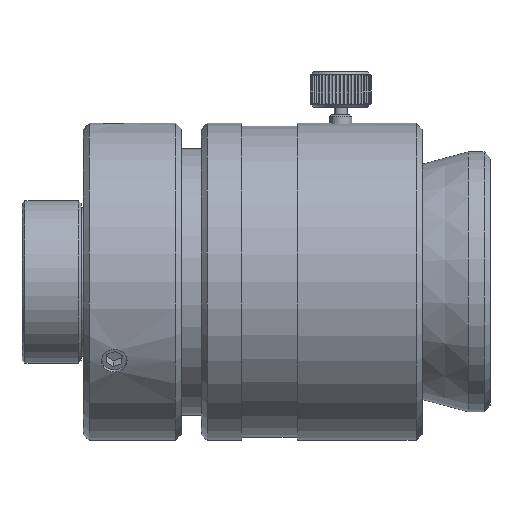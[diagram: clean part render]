
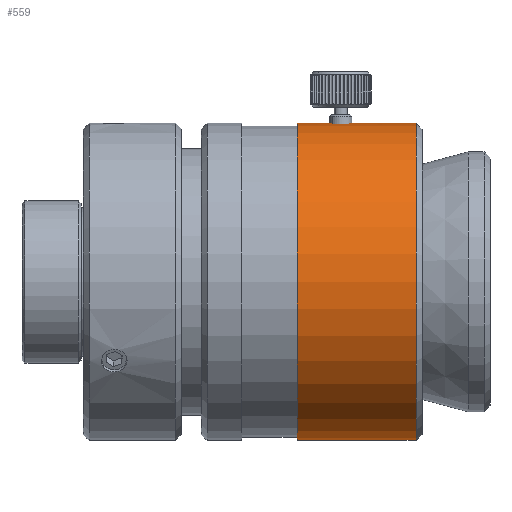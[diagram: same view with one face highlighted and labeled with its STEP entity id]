
A CAD part, top view. The second image highlights one B-rep face of the part: STEP entity #559.
In plain terms, the highlighted cylindrical face has radius 20.32 mm (diameter 40.64 mm), a partial arc.
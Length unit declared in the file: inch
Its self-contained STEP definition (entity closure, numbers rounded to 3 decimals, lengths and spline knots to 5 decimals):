
#486=CARTESIAN_POINT('',(0.799,0.,0.0));
#487=DIRECTION('',(1.0,0.,0.0));
#488=DIRECTION('',(0.0,1.0,0.0));
#489=AXIS2_PLACEMENT_3D('',#486,#487,#488);
#490=CYLINDRICAL_SURFACE('',#489,0.8);
#491=CARTESIAN_POINT('',(0.484,0.8,0.0));
#492=VERTEX_POINT('',#491);
#493=CARTESIAN_POINT('',(0.6615,0.8,0.0));
#494=VERTEX_POINT('',#493);
#495=CARTESIAN_POINT('',(0.484,0.8,0.0));
#496=DIRECTION('',(1.0,0.0,0.0));
#497=VECTOR('',#496,0.1775);
#498=LINE('',#495,#497);
#499=EDGE_CURVE('',#492,#494,#498,.T.);
#500=ORIENTED_EDGE('',*,*,#499,.F.);
#501=CARTESIAN_POINT('',(0.484,-0.8,0.));
#502=VERTEX_POINT('',#501);
#503=CARTESIAN_POINT('',(0.484,0.,0.0));
#504=DIRECTION('',(1.0,0.0,0.0));
#505=DIRECTION('',(0.0,1.0,0.0));
#506=AXIS2_PLACEMENT_3D('',#503,#504,#505);
#507=CIRCLE('',#506,0.8);
#508=EDGE_CURVE('',#492,#502,#507,.T.);
#509=ORIENTED_EDGE('',*,*,#508,.T.);
#510=CARTESIAN_POINT('',(1.084,-0.8,0.));
#511=VERTEX_POINT('',#510);
#512=CARTESIAN_POINT('',(1.084,-0.8,0.));
#513=DIRECTION('',(-1.0,0.0,0.0));
#514=VECTOR('',#513,0.6);
#515=LINE('',#512,#514);
#516=EDGE_CURVE('',#511,#502,#515,.T.);
#517=ORIENTED_EDGE('',*,*,#516,.F.);
#518=CARTESIAN_POINT('',(1.084,0.8,0.));
#519=VERTEX_POINT('',#518);
#520=CARTESIAN_POINT('',(1.084,0.,0.0));
#521=DIRECTION('',(1.0,0.0,0.0));
#522=DIRECTION('',(0.0,-1.0,0.0));
#523=AXIS2_PLACEMENT_3D('',#520,#521,#522);
#524=CIRCLE('',#523,0.8);
#525=EDGE_CURVE('',#519,#511,#524,.T.);
#526=ORIENTED_EDGE('',*,*,#525,.F.);
#527=CARTESIAN_POINT('',(0.7465,0.8,0.0));
#528=VERTEX_POINT('',#527);
#529=CARTESIAN_POINT('',(0.7465,0.8,0.0));
#530=DIRECTION('',(1.0,0.0,0.0));
#531=VECTOR('',#530,0.3375);
#532=LINE('',#529,#531);
#533=EDGE_CURVE('',#528,#519,#532,.T.);
#534=ORIENTED_EDGE('',*,*,#533,.F.);
#535=CARTESIAN_POINT('',(0.7465,0.8,0.0));
#536=CARTESIAN_POINT('',(0.7465,0.8,0.00534));
#537=CARTESIAN_POINT('',(0.74543,0.79994,0.01103));
#538=CARTESIAN_POINT('',(0.7411,0.79973,0.0215));
#539=CARTESIAN_POINT('',(0.73782,0.79958,0.02628));
#540=CARTESIAN_POINT('',(0.73028,0.79929,0.03382));
#541=CARTESIAN_POINT('',(0.7255,0.79914,0.0371));
#542=CARTESIAN_POINT('',(0.71503,0.79893,0.04143));
#543=CARTESIAN_POINT('',(0.70934,0.79887,0.0425));
#544=CARTESIAN_POINT('',(0.704,0.79887,0.0425));
#545=CARTESIAN_POINT('',(0.69866,0.79887,0.0425));
#546=CARTESIAN_POINT('',(0.69297,0.79893,0.04143));
#547=CARTESIAN_POINT('',(0.6825,0.79914,0.0371));
#548=CARTESIAN_POINT('',(0.67772,0.79929,0.03382));
#549=CARTESIAN_POINT('',(0.67018,0.79958,0.02628));
#550=CARTESIAN_POINT('',(0.6669,0.79973,0.0215));
#551=CARTESIAN_POINT('',(0.66257,0.79994,0.01103));
#552=CARTESIAN_POINT('',(0.6615,0.8,0.00534));
#553=CARTESIAN_POINT('',(0.6615,0.8,0.0));
#554=B_SPLINE_CURVE_WITH_KNOTS('',3,(#535,#536,#537,#538,#539,#540,#541,#542,#543,#544,#545,#546,#547,#548,#549,#550,#551,#552,#553),.UNSPECIFIED.,.F.,.U.,(4,2,2,2,3,2,2,2,4),(0.48806,0.52873,0.5694,0.61007,0.65074,0.69142,0.73209,0.77276,0.81343),.UNSPECIFIED.);
#555=EDGE_CURVE('',#528,#494,#554,.T.);
#556=ORIENTED_EDGE('',*,*,#555,.T.);
#557=EDGE_LOOP('',(#500,#509,#517,#526,#534,#556));
#558=FACE_OUTER_BOUND('',#557,.T.);
#559=ADVANCED_FACE('',(#558),#490,.T.);
